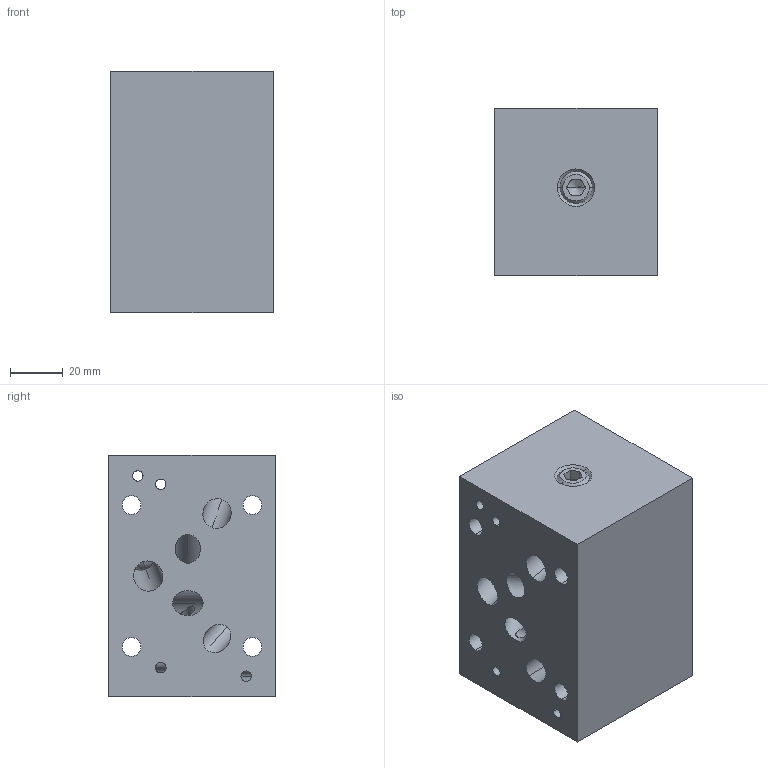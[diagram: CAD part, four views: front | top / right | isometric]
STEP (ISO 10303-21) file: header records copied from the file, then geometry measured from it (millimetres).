
FILE_DESCRIPTION((''),'2;1');
FILE_NAME('BJB_ASM','2019-10-16T',('ProEService'),(''),'PRO/ENGINEER BY PARAMETRIC TECHNOLOGY CORPORATION, 2014200','PRO/ENGINEER BY PARAMETRIC TECHNOLOGY CORPORATION, 2014200','');
FILE_SCHEMA(('CONFIG_CONTROL_DESIGN'));
Length unit declared in the file: inch
Products named in the file (3): 150-704-001; 340-003; BJB_ASM
Assembly tree (2 placements, depth 2):
  BJB_ASM
    150-704-001
    340-003
Bounding box: 61.93 x 63.5 x 92.08 mm (x, y, z)
Volume: 284460.5 mm3; surface area: 55950.5 mm2
Topology: 2 solids, 2 shells, 125 faces, 602 edges, 611 vertices
Faces by surface type: cylinder 68, cone 23, plane 22, sphere 12
Entity records: 8132 total; most frequent: CARTESIAN_POINT 3603, DIRECTION 887, ORIENTED_EDGE 666, VECTOR 387, LINE 387, EDGE_CURVE 333, TRIMMED_CURVE 263, AXIS2_PLACEMENT_3D 250
